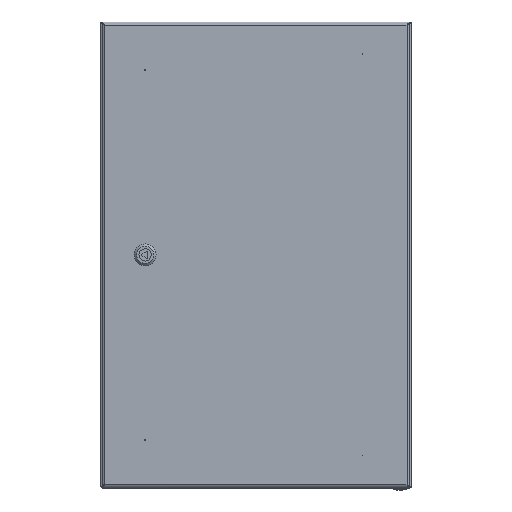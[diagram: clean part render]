
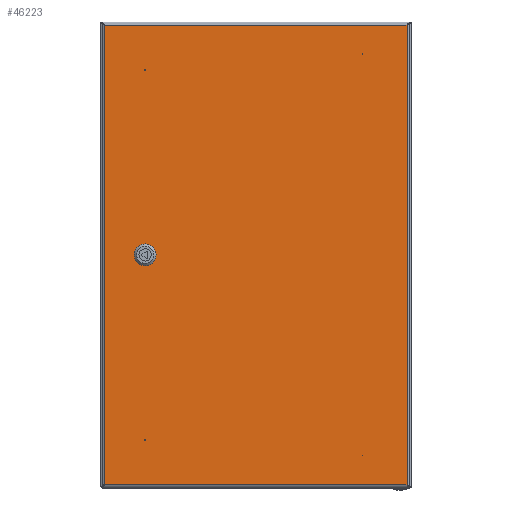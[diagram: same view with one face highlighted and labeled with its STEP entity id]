
A CAD part, top view. The second image highlights one B-rep face of the part: STEP entity #46223.
In plain terms, the highlighted face is planar.
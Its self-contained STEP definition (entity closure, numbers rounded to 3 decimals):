
#72 = CARTESIAN_POINT ( 'NONE',  ( -194.8, 295.8, -1. ) ) ;
#450 = DIRECTION ( 'NONE',  ( 0., 0., 1. ) ) ;
#625 = EDGE_CURVE ( 'NONE', #54425, #7493, #8686, .T. ) ;
#825 = ORIENTED_EDGE ( 'NONE', *, *, #54041, .F. ) ;
#836 = DIRECTION ( 'NONE',  ( 1., 0., 0. ) ) ;
#1382 = EDGE_LOOP ( 'NONE', ( #30645, #825, #15477, #39509 ) ) ;
#1670 = FACE_BOUND ( 'NONE', #8630, .T. ) ;
#3333 = EDGE_CURVE ( 'NONE', #16976, #53676, #21136, .T. ) ;
#3466 = DIRECTION ( 'NONE',  ( 0., 0., 1. ) ) ;
#4358 = AXIS2_PLACEMENT_3D ( 'NONE', #51059, #55713, #13177 ) ;
#4617 = CARTESIAN_POINT ( 'NONE',  ( -137., -258.5, -1. ) ) ;
#4691 = LINE ( 'NONE', #23663, #13552 ) ;
#4792 = ORIENTED_EDGE ( 'NONE', *, *, #42346, .T. ) ;
#4850 = EDGE_CURVE ( 'NONE', #56098, #54425, #10437, .T. ) ;
#4923 = VERTEX_POINT ( 'NONE', #4617 ) ;
#5251 = CARTESIAN_POINT ( 'NONE',  ( 142.5, 0., -1. ) ) ;
#5717 = ORIENTED_EDGE ( 'NONE', *, *, #23943, .T. ) ;
#6542 = LINE ( 'NONE', #15557, #31930 ) ;
#6655 = EDGE_CURVE ( 'NONE', #7493, #37358, #41274, .T. ) ;
#7147 = DIRECTION ( 'NONE',  ( -1., 0., 0. ) ) ;
#7464 = CARTESIAN_POINT ( 'NONE',  ( 1492.5, -295.8, -1. ) ) ;
#7493 = VERTEX_POINT ( 'NONE', #32795 ) ;
#7560 = DIRECTION ( 'NONE',  ( 0., 0., 1. ) ) ;
#7710 = ORIENTED_EDGE ( 'NONE', *, *, #25445, .T. ) ;
#8630 = EDGE_LOOP ( 'NONE', ( #5717 ) ) ;
#8686 = LINE ( 'NONE', #46554, #17241 ) ;
#8949 = DIRECTION ( 'NONE',  ( -1., 0., 0. ) ) ;
#9078 = ORIENTED_EDGE ( 'NONE', *, *, #4850, .T. ) ;
#9575 = CARTESIAN_POINT ( 'NONE',  ( 142.5, 0., -1. ) ) ;
#9839 = VERTEX_POINT ( 'NONE', #15026 ) ;
#10437 = CIRCLE ( 'NONE', #36158, 11.25 ) ;
#10817 = AXIS2_PLACEMENT_3D ( 'NONE', #9575, #29111, #836 ) ;
#10903 = DIRECTION ( 'NONE',  ( 0., -1., 0. ) ) ;
#11120 = VECTOR ( 'NONE', #44731, 1000. ) ;
#13177 = DIRECTION ( 'NONE',  ( 1., 0., 0. ) ) ;
#13552 = VECTOR ( 'NONE', #18679, 1000. ) ;
#13617 = CARTESIAN_POINT ( 'NONE',  ( 142.5, -238.5, -1. ) ) ;
#15026 = CARTESIAN_POINT ( 'NONE',  ( 152.75, 4.637, -1. ) ) ;
#15477 = ORIENTED_EDGE ( 'NONE', *, *, #32976, .T. ) ;
#15538 = VERTEX_POINT ( 'NONE', #16271 ) ;
#15557 = CARTESIAN_POINT ( 'NONE',  ( -194.8, 1791., -1. ) ) ;
#15784 = VERTEX_POINT ( 'NONE', #29464 ) ;
#16254 = CIRCLE ( 'NONE', #4358, 0.5 ) ;
#16265 = FACE_BOUND ( 'NONE', #17650, .T. ) ;
#16271 = CARTESIAN_POINT ( 'NONE',  ( 147.137, 10.25, -1. ) ) ;
#16648 = EDGE_LOOP ( 'NONE', ( #45315 ) ) ;
#16877 = CARTESIAN_POINT ( 'NONE',  ( 0., 0., -1. ) ) ;
#16976 = VERTEX_POINT ( 'NONE', #32888 ) ;
#17241 = VECTOR ( 'NONE', #23274, 1000. ) ;
#17473 = AXIS2_PLACEMENT_3D ( 'NONE', #34946, #38980, #25038 ) ;
#17650 = EDGE_LOOP ( 'NONE', ( #7710, #20788, #9078, #58647, #20072, #40153, #24713, #4792 ) ) ;
#18679 = DIRECTION ( 'NONE',  ( 0., -1., 0. ) ) ;
#18930 = EDGE_CURVE ( 'NONE', #23311, #56098, #33561, .T. ) ;
#20072 = ORIENTED_EDGE ( 'NONE', *, *, #6655, .T. ) ;
#20192 = CIRCLE ( 'NONE', #21159, 0.5 ) ;
#20589 = CARTESIAN_POINT ( 'NONE',  ( 152.75, -4.637, -1. ) ) ;
#20631 = FACE_BOUND ( 'NONE', #27302, .T. ) ;
#20788 = ORIENTED_EDGE ( 'NONE', *, *, #18930, .T. ) ;
#21051 = CARTESIAN_POINT ( 'NONE',  ( 132.25, 4.637, -1. ) ) ;
#21136 = LINE ( 'NONE', #7464, #37350 ) ;
#21159 = AXIS2_PLACEMENT_3D ( 'NONE', #13617, #38135, #8949 ) ;
#21501 = CARTESIAN_POINT ( 'NONE',  ( -137.5, 258.5, -1. ) ) ;
#21779 = AXIS2_PLACEMENT_3D ( 'NONE', #21501, #3466, #22113 ) ;
#22113 = DIRECTION ( 'NONE',  ( -1., 0., 0. ) ) ;
#22355 = CIRCLE ( 'NONE', #26334, 11.25 ) ;
#22843 = DIRECTION ( 'NONE',  ( 1., 0., 0. ) ) ;
#23136 = DIRECTION ( 'NONE',  ( -1., 0., 0. ) ) ;
#23274 = DIRECTION ( 'NONE',  ( 1., 0., 0. ) ) ;
#23311 = VERTEX_POINT ( 'NONE', #21051 ) ;
#23624 = CARTESIAN_POINT ( 'NONE',  ( 132.25, -4.637, -1. ) ) ;
#23663 = CARTESIAN_POINT ( 'NONE',  ( 194.8, 1791., -1. ) ) ;
#23943 = EDGE_CURVE ( 'NONE', #30148, #30148, #16254, .T. ) ;
#24536 = DIRECTION ( 'NONE',  ( 0., 0., 1. ) ) ;
#24713 = ORIENTED_EDGE ( 'NONE', *, *, #35758, .T. ) ;
#25038 = DIRECTION ( 'NONE',  ( 1., 0., 0. ) ) ;
#25445 = EDGE_CURVE ( 'NONE', #58271, #23311, #22355, .T. ) ;
#26031 = VERTEX_POINT ( 'NONE', #30973 ) ;
#26334 = AXIS2_PLACEMENT_3D ( 'NONE', #56355, #450, #22843 ) ;
#27302 = EDGE_LOOP ( 'NONE', ( #28166 ) ) ;
#28166 = ORIENTED_EDGE ( 'NONE', *, *, #36727, .T. ) ;
#28706 = LINE ( 'NONE', #33675, #44784 ) ;
#28893 = DIRECTION ( 'NONE',  ( 0., -1., 0. ) ) ;
#29111 = DIRECTION ( 'NONE',  ( 0., 0., 1. ) ) ;
#29464 = CARTESIAN_POINT ( 'NONE',  ( 142., -238.5, -1. ) ) ;
#29922 = VECTOR ( 'NONE', #28893, 1000. ) ;
#30148 = VERTEX_POINT ( 'NONE', #43518 ) ;
#30548 = FACE_OUTER_BOUND ( 'NONE', #1382, .T. ) ;
#30645 = ORIENTED_EDGE ( 'NONE', *, *, #39546, .F. ) ;
#30973 = CARTESIAN_POINT ( 'NONE',  ( -138., 258.5, -1. ) ) ;
#31930 = VECTOR ( 'NONE', #10903, 1000. ) ;
#32795 = CARTESIAN_POINT ( 'NONE',  ( 147.137, -10.25, -1. ) ) ;
#32888 = CARTESIAN_POINT ( 'NONE',  ( 194.8, -295.8, -1. ) ) ;
#32976 = EDGE_CURVE ( 'NONE', #55332, #16976, #4691, .T. ) ;
#33561 = LINE ( 'NONE', #52487, #29922 ) ;
#33675 = CARTESIAN_POINT ( 'NONE',  ( 1492.5, 295.8, -1. ) ) ;
#34946 = CARTESIAN_POINT ( 'NONE',  ( 142.5, 0., -1. ) ) ;
#35698 = LINE ( 'NONE', #53727, #11120 ) ;
#35758 = EDGE_CURVE ( 'NONE', #9839, #15538, #52460, .T. ) ;
#36158 = AXIS2_PLACEMENT_3D ( 'NONE', #5251, #24536, #38483 ) ;
#36370 = DIRECTION ( 'NONE',  ( 1., 0., 0. ) ) ;
#36480 = VERTEX_POINT ( 'NONE', #72 ) ;
#36664 = AXIS2_PLACEMENT_3D ( 'NONE', #59360, #40726, #36370 ) ;
#36727 = EDGE_CURVE ( 'NONE', #4923, #4923, #51513, .T. ) ;
#37274 = LINE ( 'NONE', #42554, #51816 ) ;
#37350 = VECTOR ( 'NONE', #7147, 1000. ) ;
#37358 = VERTEX_POINT ( 'NONE', #20589 ) ;
#37405 = CARTESIAN_POINT ( 'NONE',  ( 194.8, 295.8, -1. ) ) ;
#38135 = DIRECTION ( 'NONE',  ( 0., 0., 1. ) ) ;
#38215 = DIRECTION ( 'NONE',  ( -1., 0., 0. ) ) ;
#38483 = DIRECTION ( 'NONE',  ( 1., 0., 0. ) ) ;
#38980 = DIRECTION ( 'NONE',  ( 0., 0., 1. ) ) ;
#39509 = ORIENTED_EDGE ( 'NONE', *, *, #3333, .T. ) ;
#39546 = EDGE_CURVE ( 'NONE', #36480, #53676, #6542, .T. ) ;
#39627 = EDGE_CURVE ( 'NONE', #37358, #9839, #35698, .T. ) ;
#40153 = ORIENTED_EDGE ( 'NONE', *, *, #39627, .T. ) ;
#40726 = DIRECTION ( 'NONE',  ( 0., 0., 1. ) ) ;
#41274 = CIRCLE ( 'NONE', #17473, 11.25 ) ;
#42346 = EDGE_CURVE ( 'NONE', #15538, #58271, #37274, .T. ) ;
#42554 = CARTESIAN_POINT ( 'NONE',  ( 147.137, 10.25, -1. ) ) ;
#42797 = EDGE_CURVE ( 'NONE', #15784, #15784, #20192, .T. ) ;
#43518 = CARTESIAN_POINT ( 'NONE',  ( 143., 238.5, -1. ) ) ;
#44731 = DIRECTION ( 'NONE',  ( 0., 1., 0. ) ) ;
#44784 = VECTOR ( 'NONE', #23136, 1000. ) ;
#45315 = ORIENTED_EDGE ( 'NONE', *, *, #42797, .T. ) ;
#45457 = DIRECTION ( 'NONE',  ( 1., 0., 0. ) ) ;
#46223 = ADVANCED_FACE ( 'NONE', ( #54148, #1670, #53829, #20631, #30548, #16265 ), #49484, .F. ) ;
#46554 = CARTESIAN_POINT ( 'NONE',  ( 147.137, -10.25, -1. ) ) ;
#47214 = AXIS2_PLACEMENT_3D ( 'NONE', #16877, #7560, #45457 ) ;
#47801 = CARTESIAN_POINT ( 'NONE',  ( 137.863, 10.25, -1. ) ) ;
#48546 = CIRCLE ( 'NONE', #21779, 0.5 ) ;
#49260 = CARTESIAN_POINT ( 'NONE',  ( -194.8, -295.8, -1. ) ) ;
#49484 = PLANE ( 'NONE',  #47214 ) ;
#50087 = EDGE_CURVE ( 'NONE', #26031, #26031, #48546, .T. ) ;
#51059 = CARTESIAN_POINT ( 'NONE',  ( 142.5, 238.5, -1. ) ) ;
#51513 = CIRCLE ( 'NONE', #36664, 0.5 ) ;
#51557 = EDGE_LOOP ( 'NONE', ( #59048 ) ) ;
#51816 = VECTOR ( 'NONE', #38215, 1000. ) ;
#52460 = CIRCLE ( 'NONE', #10817, 11.25 ) ;
#52487 = CARTESIAN_POINT ( 'NONE',  ( 132.25, 4.637, -1. ) ) ;
#53676 = VERTEX_POINT ( 'NONE', #49260 ) ;
#53727 = CARTESIAN_POINT ( 'NONE',  ( 152.75, 4.637, -1. ) ) ;
#53829 = FACE_BOUND ( 'NONE', #51557, .T. ) ;
#54041 = EDGE_CURVE ( 'NONE', #55332, #36480, #28706, .T. ) ;
#54148 = FACE_BOUND ( 'NONE', #16648, .T. ) ;
#54425 = VERTEX_POINT ( 'NONE', #60329 ) ;
#55332 = VERTEX_POINT ( 'NONE', #37405 ) ;
#55713 = DIRECTION ( 'NONE',  ( 0., 0., 1. ) ) ;
#56098 = VERTEX_POINT ( 'NONE', #23624 ) ;
#56355 = CARTESIAN_POINT ( 'NONE',  ( 142.5, 0., -1. ) ) ;
#58271 = VERTEX_POINT ( 'NONE', #47801 ) ;
#58647 = ORIENTED_EDGE ( 'NONE', *, *, #625, .T. ) ;
#59048 = ORIENTED_EDGE ( 'NONE', *, *, #50087, .T. ) ;
#59360 = CARTESIAN_POINT ( 'NONE',  ( -137.5, -258.5, -1. ) ) ;
#60329 = CARTESIAN_POINT ( 'NONE',  ( 137.863, -10.25, -1. ) ) ;
